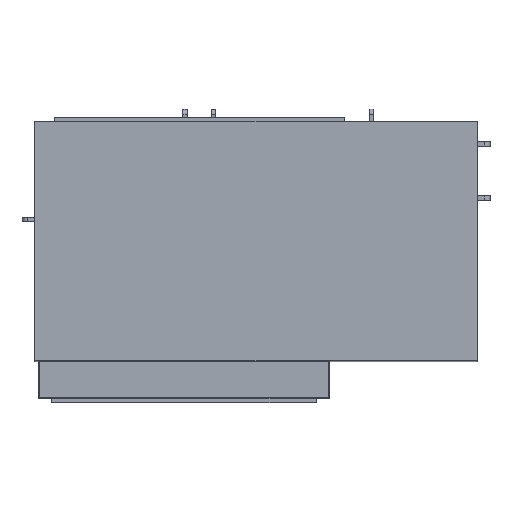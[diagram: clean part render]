
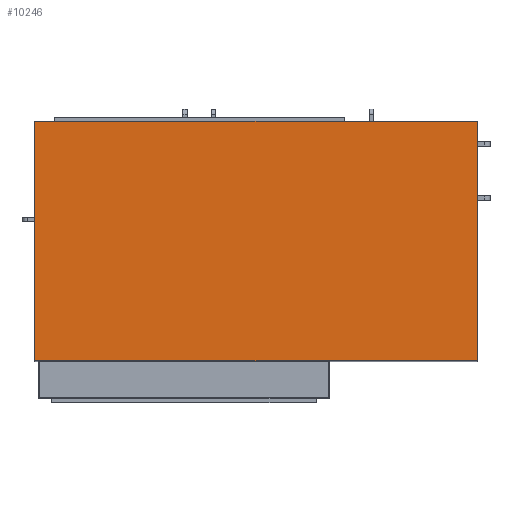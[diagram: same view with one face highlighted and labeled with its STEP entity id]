
A CAD part, top view. The second image highlights one B-rep face of the part: STEP entity #10246.
In plain terms, the highlighted planar face has unit normal (0, 0, 1).
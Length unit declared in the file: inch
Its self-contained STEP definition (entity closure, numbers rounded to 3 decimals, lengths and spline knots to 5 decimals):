
#305=LINE('',#15474,#1133);
#324=LINE('',#15512,#1152);
#329=LINE('',#15522,#1157);
#356=LINE('',#15576,#1184);
#1133=VECTOR('',#11697,39.37008);
#1152=VECTOR('',#11718,39.37008);
#1157=VECTOR('',#11725,39.37008);
#1184=VECTOR('',#11766,39.37008);
#2414=ORIENTED_EDGE('',*,*,#5406,.F.);
#2415=ORIENTED_EDGE('',*,*,#5425,.F.);
#2416=ORIENTED_EDGE('',*,*,#5457,.T.);
#2417=ORIENTED_EDGE('',*,*,#5430,.T.);
#5406=EDGE_CURVE('',#6940,#6917,#305,.T.);
#5425=EDGE_CURVE('',#6958,#6940,#324,.T.);
#5430=EDGE_CURVE('',#6963,#6917,#329,.T.);
#5457=EDGE_CURVE('',#6958,#6963,#356,.T.);
#6917=VERTEX_POINT('',#15428);
#6940=VERTEX_POINT('',#15473);
#6958=VERTEX_POINT('',#15511);
#6963=VERTEX_POINT('',#15523);
#8329=EDGE_LOOP('',(#2414,#2415,#2416,#2417));
#9049=FACE_BOUND('',#8329,.T.);
#9700=PLANE('',#10888);
#10246=ADVANCED_FACE('',(#9049),#9700,.T.);
#10888=AXIS2_PLACEMENT_3D('',#15575,#11764,#11765);
#11697=DIRECTION('',(1.,0.,0.));
#11718=DIRECTION('',(0.,1.,0.));
#11725=DIRECTION('',(0.,1.,0.));
#11764=DIRECTION('',(0.,0.,1.));
#11765=DIRECTION('',(1.,0.,0.));
#11766=DIRECTION('',(1.,0.,0.));
#15428=CARTESIAN_POINT('',(41.9406,22.65477,84.7656));
#15473=CARTESIAN_POINT('',(-41.90477,22.65477,84.7656));
#15474=CARTESIAN_POINT('',(-41.90477,22.65477,84.7656));
#15511=CARTESIAN_POINT('',(-41.90477,-22.65477,84.7656));
#15512=CARTESIAN_POINT('',(-41.90477,-22.65477,84.7656));
#15522=CARTESIAN_POINT('',(41.9406,-22.65477,84.7656));
#15523=CARTESIAN_POINT('',(41.9406,-22.65477,84.7656));
#15575=CARTESIAN_POINT('',(-41.90477,-22.65477,84.7656));
#15576=CARTESIAN_POINT('',(-41.90477,-22.65477,84.7656));
